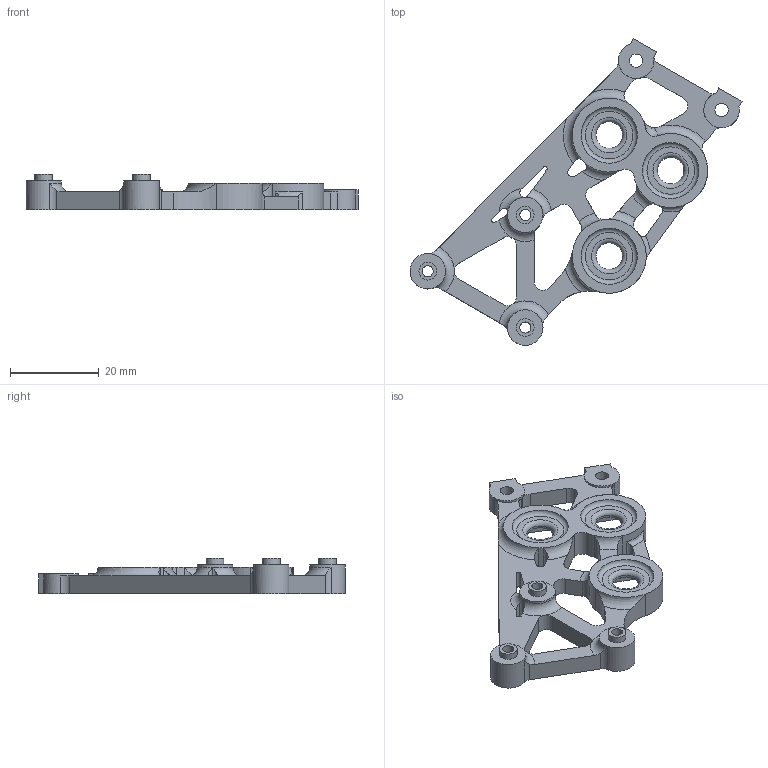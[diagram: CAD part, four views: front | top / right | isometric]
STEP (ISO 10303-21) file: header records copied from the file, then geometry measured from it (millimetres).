
FILE_DESCRIPTION(/* description */ (''),/* implementation_level */ '2;1');
FILE_NAME(/* name */ 'dragon_eye_truss_port_v7.step',/* time_stamp */ '2023-01-15T12:00:28-08:00',/* author */ (''),/* organization */ (''),/* preprocessor_version */ 'ST-DEVELOPER v19.2',/* originating_system */ 'Autodesk Translation Framework v11.17.0.187',/* authorisation */ '');
FILE_SCHEMA (('AUTOMOTIVE_DESIGN { 1 0 10303 214 3 1 1 }'));
Length unit declared in the file: millimetre
Products named in the file (1): dragon_eye_truss_port
Bounding box: 74.89 x 69.16 x 8 mm (x, y, z)
Volume: 6990.3 mm3; surface area: 6293.9 mm2
Topology: 1 solids, 1 shells, 192 faces, 533 edges, 341 vertices
Faces by surface type: plane 91, cylinder 76, torus 21, cone 3, bspline 1
Full cylindrical faces by diameter (mm): 2.5 x3, 3 x2, 4 x3, 6 x3, 8 x3
Entity records: 6576 total; most frequent: CARTESIAN_POINT 1466, DIRECTION 1092, ORIENTED_EDGE 1066, EDGE_CURVE 533, AXIS2_PLACEMENT_3D 418, VERTEX_POINT 341, LINE 256, VECTOR 256
